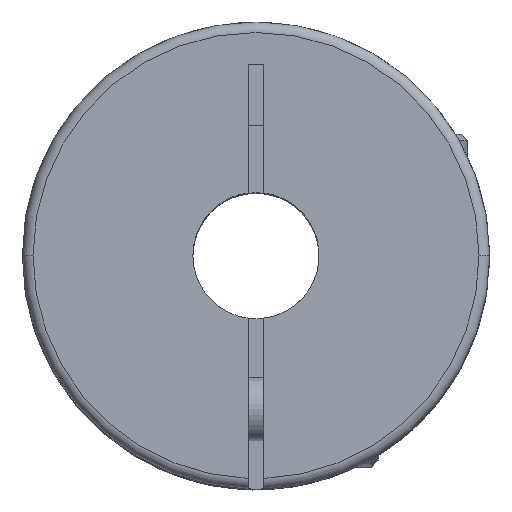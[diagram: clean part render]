
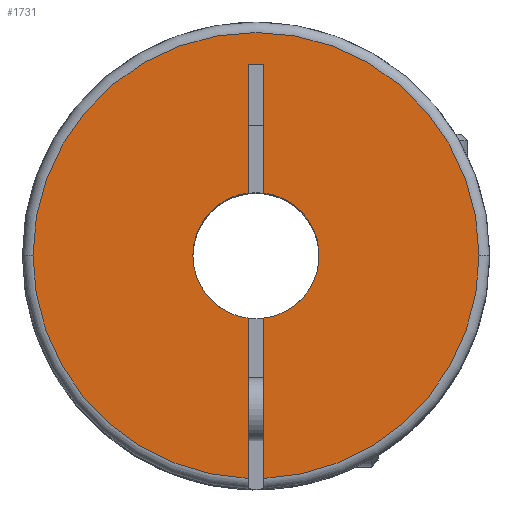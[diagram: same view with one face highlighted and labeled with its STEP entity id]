
A CAD part, top view. The second image highlights one B-rep face of the part: STEP entity #1731.
In plain terms, the highlighted planar face has unit normal (0, 0, 1).
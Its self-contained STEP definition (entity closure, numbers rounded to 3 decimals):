
#22 = CARTESIAN_POINT ( 'NONE',  ( 0.375, -11.1, 0. ) ) ;
#25 = VECTOR ( 'NONE', #3128, 1000. ) ;
#61 = VECTOR ( 'NONE', #1252, 1000. ) ;
#78 = CARTESIAN_POINT ( 'NONE',  ( 0.375, 9.1, 0. ) ) ;
#141 = LINE ( 'NONE', #2029, #2793 ) ;
#193 = CIRCLE ( 'NONE', #1648, 3. ) ;
#242 = DIRECTION ( 'NONE',  ( 0., 0., -1. ) ) ;
#281 = EDGE_LOOP ( 'NONE', ( #647, #630, #1533, #1679, #1690, #2026, #1588, #3876, #901, #1520, #3616 ) ) ;
#314 = VECTOR ( 'NONE', #3202, 1000. ) ;
#415 = CARTESIAN_POINT ( 'NONE',  ( 0., 0., 0. ) ) ;
#478 = CIRCLE ( 'NONE', #1422, 3. ) ;
#595 = CARTESIAN_POINT ( 'NONE',  ( -0.375, 2.976, 0. ) ) ;
#630 = ORIENTED_EDGE ( 'NONE', *, *, #643, .F. ) ;
#643 = EDGE_CURVE ( 'NONE', #1927, #3910, #718, .T. ) ;
#647 = ORIENTED_EDGE ( 'NONE', *, *, #3895, .F. ) ;
#718 = LINE ( 'NONE', #2775, #25 ) ;
#785 = EDGE_CURVE ( 'NONE', #1927, #2257, #478, .T. ) ;
#789 = CARTESIAN_POINT ( 'NONE',  ( -0.375, 9.1, 0. ) ) ;
#825 = AXIS2_PLACEMENT_3D ( 'NONE', #415, #997, #1565 ) ;
#843 = DIRECTION ( 'NONE',  ( 0., 0., -1. ) ) ;
#901 = ORIENTED_EDGE ( 'NONE', *, *, #2675, .F. ) ;
#927 = DIRECTION ( 'NONE',  ( 0., 0., -1. ) ) ;
#997 = DIRECTION ( 'NONE',  ( 0., 0., -1. ) ) ;
#1082 = DIRECTION ( 'NONE',  ( -1., 0., 0. ) ) ;
#1124 = DIRECTION ( 'NONE',  ( -1., 0., 0. ) ) ;
#1247 = CIRCLE ( 'NONE', #1885, 10.6 ) ;
#1252 = DIRECTION ( 'NONE',  ( 0., 1., 0. ) ) ;
#1330 = AXIS2_PLACEMENT_3D ( 'NONE', #3516, #3795, #1082 ) ;
#1399 = CARTESIAN_POINT ( 'NONE',  ( -3., 0., 0. ) ) ;
#1422 = AXIS2_PLACEMENT_3D ( 'NONE', #1997, #2255, #1124 ) ;
#1425 = VERTEX_POINT ( 'NONE', #3698 ) ;
#1444 = EDGE_CURVE ( 'NONE', #1425, #2691, #2745, .T. ) ;
#1458 = CIRCLE ( 'NONE', #1330, 10.6 ) ;
#1520 = ORIENTED_EDGE ( 'NONE', *, *, #2412, .F. ) ;
#1528 = AXIS2_PLACEMENT_3D ( 'NONE', #2093, #242, #3562 ) ;
#1533 = ORIENTED_EDGE ( 'NONE', *, *, #785, .T. ) ;
#1565 = DIRECTION ( 'NONE',  ( 0., -1., 0. ) ) ;
#1587 = AXIS2_PLACEMENT_3D ( 'NONE', #3257, #927, #2112 ) ;
#1588 = ORIENTED_EDGE ( 'NONE', *, *, #1444, .F. ) ;
#1598 = CARTESIAN_POINT ( 'NONE',  ( 0., 0., 0. ) ) ;
#1606 = FACE_OUTER_BOUND ( 'NONE', #281, .T. ) ;
#1648 = AXIS2_PLACEMENT_3D ( 'NONE', #2957, #843, #2381 ) ;
#1679 = ORIENTED_EDGE ( 'NONE', *, *, #2321, .T. ) ;
#1690 = ORIENTED_EDGE ( 'NONE', *, *, #2188, .F. ) ;
#1731 = ADVANCED_FACE ( 'NONE', ( #1606 ), #3093, .F. ) ;
#1753 = VERTEX_POINT ( 'NONE', #2480 ) ;
#1840 = LINE ( 'NONE', #78, #3866 ) ;
#1885 = AXIS2_PLACEMENT_3D ( 'NONE', #1598, #2810, #3722 ) ;
#1927 = VERTEX_POINT ( 'NONE', #2935 ) ;
#1997 = CARTESIAN_POINT ( 'NONE',  ( 0., 0., 0. ) ) ;
#2026 = ORIENTED_EDGE ( 'NONE', *, *, #3145, .F. ) ;
#2029 = CARTESIAN_POINT ( 'NONE',  ( 0.375, -11.1, 0. ) ) ;
#2034 = LINE ( 'NONE', #789, #314 ) ;
#2093 = CARTESIAN_POINT ( 'NONE',  ( 0., 0., 0. ) ) ;
#2094 = CIRCLE ( 'NONE', #1587, 3. ) ;
#2112 = DIRECTION ( 'NONE',  ( -1., 0., 0. ) ) ;
#2188 = EDGE_CURVE ( 'NONE', #3280, #3087, #2034, .T. ) ;
#2196 = VERTEX_POINT ( 'NONE', #2644 ) ;
#2255 = DIRECTION ( 'NONE',  ( 0., 0., -1. ) ) ;
#2257 = VERTEX_POINT ( 'NONE', #1399 ) ;
#2269 = CARTESIAN_POINT ( 'NONE',  ( 0.375, 9.1, 0. ) ) ;
#2321 = EDGE_CURVE ( 'NONE', #2257, #3087, #2094, .T. ) ;
#2381 = DIRECTION ( 'NONE',  ( -1., 0., 0. ) ) ;
#2412 = EDGE_CURVE ( 'NONE', #3430, #2196, #2727, .T. ) ;
#2414 = CARTESIAN_POINT ( 'NONE',  ( -0.375, 9.1, 0. ) ) ;
#2480 = CARTESIAN_POINT ( 'NONE',  ( -10.6, 0., 0. ) ) ;
#2534 = VERTEX_POINT ( 'NONE', #3417 ) ;
#2607 = CARTESIAN_POINT ( 'NONE',  ( -0.375, -10.593, 0. ) ) ;
#2644 = CARTESIAN_POINT ( 'NONE',  ( 0.375, -10.593, 0. ) ) ;
#2675 = EDGE_CURVE ( 'NONE', #2196, #2534, #141, .T. ) ;
#2691 = VERTEX_POINT ( 'NONE', #2269 ) ;
#2694 = EDGE_CURVE ( 'NONE', #1753, #3430, #1458, .T. ) ;
#2727 = CIRCLE ( 'NONE', #1528, 10.6 ) ;
#2745 = LINE ( 'NONE', #22, #61 ) ;
#2775 = CARTESIAN_POINT ( 'NONE',  ( -0.375, 9.1, 0. ) ) ;
#2793 = VECTOR ( 'NONE', #3236, 1000. ) ;
#2803 = EDGE_CURVE ( 'NONE', #1425, #2534, #193, .T. ) ;
#2810 = DIRECTION ( 'NONE',  ( 0., 0., -1. ) ) ;
#2895 = CARTESIAN_POINT ( 'NONE',  ( 10.6, 0., 0. ) ) ;
#2935 = CARTESIAN_POINT ( 'NONE',  ( -0.375, -2.976, 0. ) ) ;
#2957 = CARTESIAN_POINT ( 'NONE',  ( 0., 0., 0. ) ) ;
#3087 = VERTEX_POINT ( 'NONE', #595 ) ;
#3093 = PLANE ( 'NONE',  #825 ) ;
#3128 = DIRECTION ( 'NONE',  ( 0., -1., 0. ) ) ;
#3145 = EDGE_CURVE ( 'NONE', #2691, #3280, #1840, .T. ) ;
#3202 = DIRECTION ( 'NONE',  ( 0., -1., 0. ) ) ;
#3236 = DIRECTION ( 'NONE',  ( 0., 1., 0. ) ) ;
#3257 = CARTESIAN_POINT ( 'NONE',  ( 0., 0., 0. ) ) ;
#3280 = VERTEX_POINT ( 'NONE', #2414 ) ;
#3417 = CARTESIAN_POINT ( 'NONE',  ( 0.375, -2.976, 0. ) ) ;
#3430 = VERTEX_POINT ( 'NONE', #2895 ) ;
#3516 = CARTESIAN_POINT ( 'NONE',  ( 0., 0., 0. ) ) ;
#3562 = DIRECTION ( 'NONE',  ( -1., 0., 0. ) ) ;
#3616 = ORIENTED_EDGE ( 'NONE', *, *, #2694, .F. ) ;
#3689 = DIRECTION ( 'NONE',  ( -1., 0., 0. ) ) ;
#3698 = CARTESIAN_POINT ( 'NONE',  ( 0.375, 2.976, 0. ) ) ;
#3722 = DIRECTION ( 'NONE',  ( -1., 0., 0. ) ) ;
#3795 = DIRECTION ( 'NONE',  ( 0., 0., -1. ) ) ;
#3866 = VECTOR ( 'NONE', #3689, 1000. ) ;
#3876 = ORIENTED_EDGE ( 'NONE', *, *, #2803, .T. ) ;
#3895 = EDGE_CURVE ( 'NONE', #3910, #1753, #1247, .T. ) ;
#3910 = VERTEX_POINT ( 'NONE', #2607 ) ;
